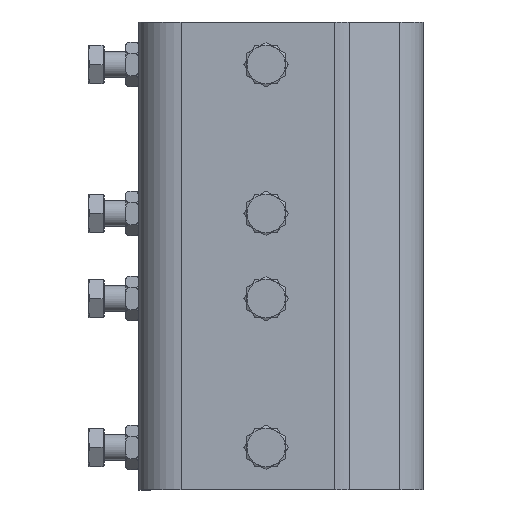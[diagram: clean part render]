
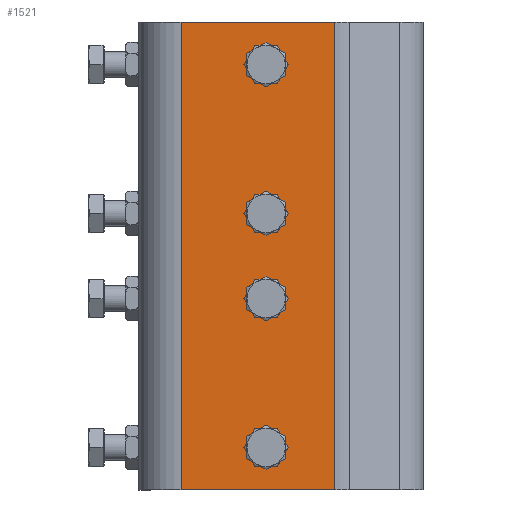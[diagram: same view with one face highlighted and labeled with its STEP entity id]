
A CAD part, left-side view. The second image highlights one B-rep face of the part: STEP entity #1521.
In plain terms, the highlighted planar face has unit normal (-1, 0, 0).
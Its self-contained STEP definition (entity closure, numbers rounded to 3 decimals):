
#158=FACE_BOUND('',#323,.T.);
#159=FACE_BOUND('',#324,.T.);
#160=FACE_BOUND('',#325,.T.);
#161=FACE_BOUND('',#326,.T.);
#193=PLANE('',#1742);
#246=FACE_OUTER_BOUND('',#322,.T.);
#322=EDGE_LOOP('',(#1200,#1201,#1202,#1203));
#323=EDGE_LOOP('',(#1204));
#324=EDGE_LOOP('',(#1205));
#325=EDGE_LOOP('',(#1206));
#326=EDGE_LOOP('',(#1207));
#412=LINE('',#2366,#510);
#443=LINE('',#2475,#541);
#457=LINE('',#2570,#555);
#459=LINE('',#2573,#557);
#510=VECTOR('',#1881,10.);
#541=VECTOR('',#1972,10.);
#555=VECTOR('',#2080,10.);
#557=VECTOR('',#2084,10.);
#646=CIRCLE('',#1719,5.053);
#651=CIRCLE('',#1726,5.053);
#656=CIRCLE('',#1733,5.053);
#661=CIRCLE('',#1740,5.053);
#698=VERTEX_POINT('',#2363);
#699=VERTEX_POINT('',#2365);
#746=VERTEX_POINT('',#2472);
#747=VERTEX_POINT('',#2474);
#766=VERTEX_POINT('',#2524);
#771=VERTEX_POINT('',#2538);
#776=VERTEX_POINT('',#2552);
#781=VERTEX_POINT('',#2566);
#846=EDGE_CURVE('',#699,#698,#412,.T.);
#901=EDGE_CURVE('',#747,#746,#443,.T.);
#927=EDGE_CURVE('',#766,#766,#646,.T.);
#934=EDGE_CURVE('',#771,#771,#651,.T.);
#941=EDGE_CURVE('',#776,#776,#656,.T.);
#948=EDGE_CURVE('',#781,#781,#661,.T.);
#949=EDGE_CURVE('',#747,#698,#457,.T.);
#951=EDGE_CURVE('',#699,#746,#459,.T.);
#1200=ORIENTED_EDGE('',*,*,#949,.F.);
#1201=ORIENTED_EDGE('',*,*,#901,.T.);
#1202=ORIENTED_EDGE('',*,*,#951,.F.);
#1203=ORIENTED_EDGE('',*,*,#846,.T.);
#1204=ORIENTED_EDGE('',*,*,#927,.T.);
#1205=ORIENTED_EDGE('',*,*,#934,.T.);
#1206=ORIENTED_EDGE('',*,*,#941,.T.);
#1207=ORIENTED_EDGE('',*,*,#948,.T.);
#1521=ADVANCED_FACE('',(#246,#158,#159,#160,#161),#193,.T.);
#1719=AXIS2_PLACEMENT_3D('',#2526,#2028,#2029);
#1726=AXIS2_PLACEMENT_3D('',#2540,#2044,#2045);
#1733=AXIS2_PLACEMENT_3D('',#2554,#2060,#2061);
#1740=AXIS2_PLACEMENT_3D('',#2568,#2076,#2077);
#1742=AXIS2_PLACEMENT_3D('',#2572,#2082,#2083);
#1881=DIRECTION('',(0.,-1.,0.));
#1972=DIRECTION('',(0.,1.,0.));
#2028=DIRECTION('center_axis',(1.,0.,0.));
#2029=DIRECTION('ref_axis',(0.,0.,-1.));
#2044=DIRECTION('center_axis',(1.,0.,0.));
#2045=DIRECTION('ref_axis',(0.,0.,-1.));
#2060=DIRECTION('center_axis',(1.,0.,0.));
#2061=DIRECTION('ref_axis',(0.,0.,-1.));
#2076=DIRECTION('center_axis',(1.,0.,0.));
#2077=DIRECTION('ref_axis',(0.,0.,-1.));
#2080=DIRECTION('',(0.,0.,-1.));
#2082=DIRECTION('center_axis',(-1.,0.,0.));
#2083=DIRECTION('ref_axis',(0.,0.,1.));
#2084=DIRECTION('',(0.,0.,1.));
#2363=CARTESIAN_POINT('',(-57.,31.763,-110.));
#2365=CARTESIAN_POINT('',(-57.,104.,-110.));
#2366=CARTESIAN_POINT('',(-57.,124.,-110.));
#2472=CARTESIAN_POINT('',(-57.,104.,110.));
#2474=CARTESIAN_POINT('',(-57.,31.763,110.));
#2475=CARTESIAN_POINT('',(-57.,124.,110.));
#2524=CARTESIAN_POINT('',(-57.,64.,-14.947));
#2526=CARTESIAN_POINT('Origin',(-57.,64.,-20.));
#2538=CARTESIAN_POINT('',(-57.,64.,95.053));
#2540=CARTESIAN_POINT('Origin',(-57.,64.,90.));
#2552=CARTESIAN_POINT('',(-57.,64.,25.053));
#2554=CARTESIAN_POINT('Origin',(-57.,64.,20.));
#2566=CARTESIAN_POINT('',(-57.,64.,-84.947));
#2568=CARTESIAN_POINT('Origin',(-57.,64.,-90.));
#2570=CARTESIAN_POINT('',(-57.,31.763,0.));
#2572=CARTESIAN_POINT('Origin',(-57.,124.,0.));
#2573=CARTESIAN_POINT('',(-57.,104.,0.));
